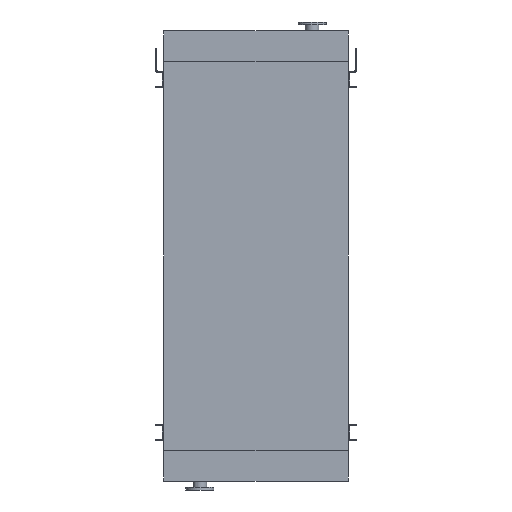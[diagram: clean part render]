
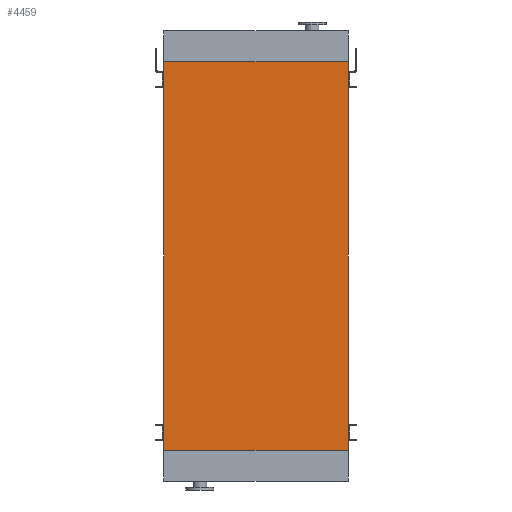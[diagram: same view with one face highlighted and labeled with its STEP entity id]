
A CAD part, front view. The second image highlights one B-rep face of the part: STEP entity #4459.
In plain terms, the highlighted planar face has unit normal (0, -1, 0).
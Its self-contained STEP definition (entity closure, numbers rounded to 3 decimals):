
#16 = DIRECTION ( 'NONE',  ( 0., 0., 1. ) ) ;
#375 = VERTEX_POINT ( 'NONE', #3165 ) ;
#393 = EDGE_LOOP ( 'NONE', ( #14993, #10873, #3537, #5351 ) ) ;
#901 = CARTESIAN_POINT ( 'NONE',  ( -725., 0., -3050. ) ) ;
#1181 = EDGE_CURVE ( 'NONE', #375, #3041, #6302, .T. ) ;
#1449 = VECTOR ( 'NONE', #9990, 1000. ) ;
#1459 = AXIS2_PLACEMENT_3D ( 'NONE', #901, #15863, #3392 ) ;
#2135 = PLANE ( 'NONE',  #1459 ) ;
#2903 = CARTESIAN_POINT ( 'NONE',  ( 725., 0., -3050. ) ) ;
#3041 = VERTEX_POINT ( 'NONE', #6401 ) ;
#3165 = CARTESIAN_POINT ( 'NONE',  ( -725., 0., -3050. ) ) ;
#3392 = DIRECTION ( 'NONE',  ( 0., 0., -1. ) ) ;
#3537 = ORIENTED_EDGE ( 'NONE', *, *, #10597, .T. ) ;
#4173 = VECTOR ( 'NONE', #11679, 1000. ) ;
#4459 = ADVANCED_FACE ( 'NONE', ( #5843 ), #2135, .T. ) ;
#5134 = LINE ( 'NONE', #6216, #1449 ) ;
#5351 = ORIENTED_EDGE ( 'NONE', *, *, #9729, .T. ) ;
#5843 = FACE_OUTER_BOUND ( 'NONE', #393, .T. ) ;
#6216 = CARTESIAN_POINT ( 'NONE',  ( -725., 0., -3050. ) ) ;
#6302 = LINE ( 'NONE', #12501, #15941 ) ;
#6401 = CARTESIAN_POINT ( 'NONE',  ( -725., 0., 0. ) ) ;
#6645 = CARTESIAN_POINT ( 'NONE',  ( -725., 0., 0. ) ) ;
#7524 = LINE ( 'NONE', #2903, #4173 ) ;
#7911 = DIRECTION ( 'NONE',  ( 1., 0., 0. ) ) ;
#9729 = EDGE_CURVE ( 'NONE', #11788, #15518, #7524, .T. ) ;
#9990 = DIRECTION ( 'NONE',  ( 1., 0., 0. ) ) ;
#10004 = LINE ( 'NONE', #6645, #15922 ) ;
#10597 = EDGE_CURVE ( 'NONE', #375, #11788, #5134, .T. ) ;
#10873 = ORIENTED_EDGE ( 'NONE', *, *, #1181, .F. ) ;
#11108 = CARTESIAN_POINT ( 'NONE',  ( 725., 0., 0. ) ) ;
#11679 = DIRECTION ( 'NONE',  ( 0., 0., 1. ) ) ;
#11788 = VERTEX_POINT ( 'NONE', #14329 ) ;
#12501 = CARTESIAN_POINT ( 'NONE',  ( -725., 0., -3050. ) ) ;
#14329 = CARTESIAN_POINT ( 'NONE',  ( 725., 0., -3050. ) ) ;
#14993 = ORIENTED_EDGE ( 'NONE', *, *, #15772, .F. ) ;
#15518 = VERTEX_POINT ( 'NONE', #11108 ) ;
#15772 = EDGE_CURVE ( 'NONE', #3041, #15518, #10004, .T. ) ;
#15863 = DIRECTION ( 'NONE',  ( 0., -1., 0. ) ) ;
#15922 = VECTOR ( 'NONE', #7911, 1000. ) ;
#15941 = VECTOR ( 'NONE', #16, 1000. ) ;
